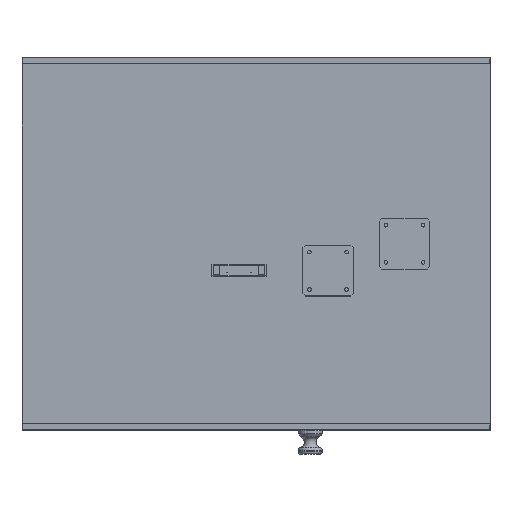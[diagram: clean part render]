
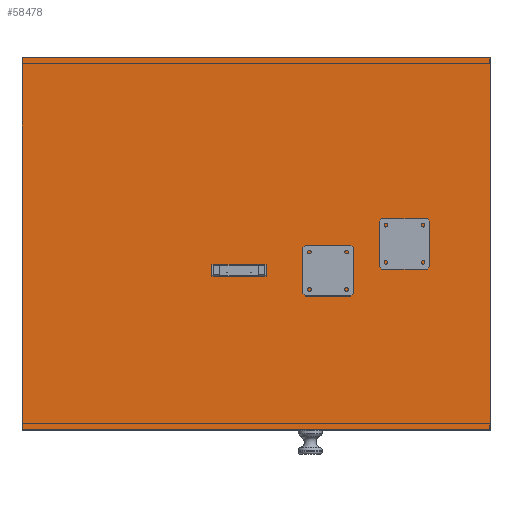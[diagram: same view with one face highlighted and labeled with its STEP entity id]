
A CAD part, top view. The second image highlights one B-rep face of the part: STEP entity #58478.
In plain terms, the highlighted planar face has unit normal (0, 0, 1).
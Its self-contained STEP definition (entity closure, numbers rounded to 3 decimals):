
#4883=FACE_OUTER_BOUND('',#7941,.T.);
#7941=EDGE_LOOP('',(#46622,#46623,#46624,#46625));
#15583=LINE('',#93010,#21131);
#15586=LINE('',#93016,#21134);
#15589=LINE('',#93022,#21137);
#15592=LINE('',#93026,#21140);
#21131=VECTOR('',#74601,10.);
#21134=VECTOR('',#74606,10.);
#21137=VECTOR('',#74611,10.);
#21140=VECTOR('',#74616,10.);
#26682=VERTEX_POINT('',#93007);
#26683=VERTEX_POINT('',#93009);
#26685=VERTEX_POINT('',#93015);
#26687=VERTEX_POINT('',#93021);
#34032=EDGE_CURVE('',#26683,#26682,#15583,.T.);
#34035=EDGE_CURVE('',#26685,#26683,#15586,.T.);
#34038=EDGE_CURVE('',#26687,#26685,#15589,.T.);
#34041=EDGE_CURVE('',#26682,#26687,#15592,.T.);
#46622=ORIENTED_EDGE('',*,*,#34041,.T.);
#46623=ORIENTED_EDGE('',*,*,#34038,.T.);
#46624=ORIENTED_EDGE('',*,*,#34035,.T.);
#46625=ORIENTED_EDGE('',*,*,#34032,.T.);
#56242=PLANE('',#63348);
#58478=ADVANCED_FACE('',(#4883),#56242,.T.);
#63348=AXIS2_PLACEMENT_3D('',#93027,#74617,#74618);
#74601=DIRECTION('',(0.,-1.,0.));
#74606=DIRECTION('',(-1.,0.,0.));
#74611=DIRECTION('',(0.,1.,0.));
#74616=DIRECTION('',(1.,0.,0.));
#74617=DIRECTION('center_axis',(0.,0.,1.));
#74618=DIRECTION('ref_axis',(1.,0.,0.));
#93007=CARTESIAN_POINT('',(-155.,-155.,324.999));
#93009=CARTESIAN_POINT('',(-155.,155.,324.999));
#93010=CARTESIAN_POINT('',(-155.,-155.,324.999));
#93015=CARTESIAN_POINT('',(235.,155.,324.999));
#93016=CARTESIAN_POINT('',(-155.,155.,324.999));
#93021=CARTESIAN_POINT('',(235.,-155.,324.999));
#93022=CARTESIAN_POINT('',(235.,155.,324.999));
#93026=CARTESIAN_POINT('',(235.,-155.,324.999));
#93027=CARTESIAN_POINT('Origin',(40.,0.,
324.999));
